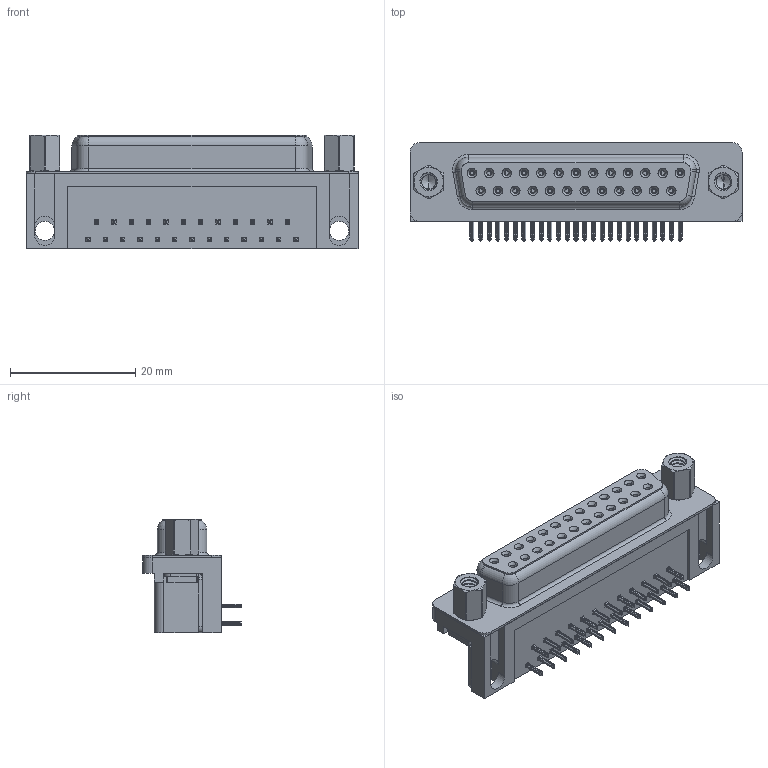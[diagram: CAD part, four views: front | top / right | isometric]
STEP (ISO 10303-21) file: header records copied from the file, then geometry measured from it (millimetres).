
FILE_DESCRIPTION (( 'STEP AP203' ), '1' );
FILE_NAME ('622-025-268-013.STEP', '2019-11-20T02:32:07', ( '' ), ( '' ), 'SwSTEP 2.0', 'SolidWorks 2016', '' );
FILE_SCHEMA (( 'CONFIG_CONTROL_DESIGN' ));
Length unit declared in the file: millimetre
Products named in the file (8): 622 Housing_25 Socket; 622 Shell_25 Socket; 622 Thru Hole Board Mount; 622 Contact Top; 622 Socket Bottom; 622-025-268-013; 622 4-40 Hex Standoff 5; 622 4-40 Threaded Rivet
Assembly tree (33 placements, depth 2):
  622-025-268-013
    622 Housing_25 Socket
    622 Shell_25 Socket
    622 Socket Bottom  x12
    622 Contact Top  x13
    622 Thru Hole Board Mount  x2
    622 4-40 Threaded Rivet  x2
    622 4-40 Hex Standoff 5  x2
Bounding box: 53.04 x 15.73 x 18.2 mm (x, y, z)
Volume: 7803.1 mm3; surface area: 9880.9 mm2
Topology: 33 solids, 33 shells, 3970 faces, 10432 edges, 6548 vertices
Faces by surface type: plane 1744, cylinder 984, bspline 870, cone 334, torus 38
Entity records: 35182 total; most frequent: CARTESIAN_POINT 12521, ORIENTED_EDGE 4536, DIRECTION 4096, EDGE_CURVE 2268, VERTEX_POINT 1450, LINE 1414, VECTOR 1414, AXIS2_PLACEMENT_3D 1341
